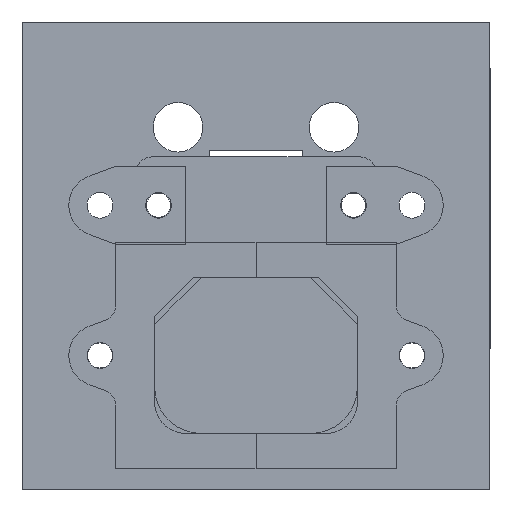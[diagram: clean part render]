
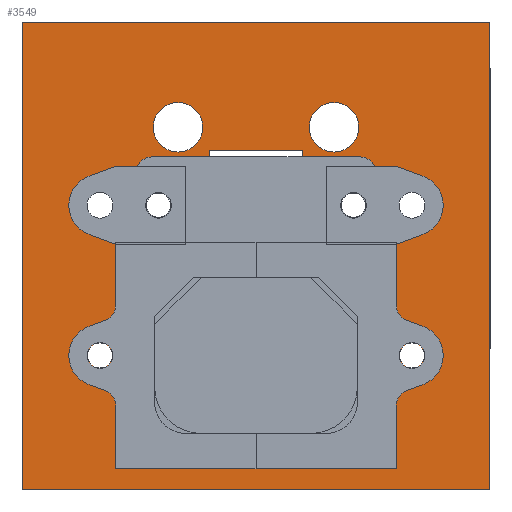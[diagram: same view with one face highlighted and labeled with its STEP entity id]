
A CAD part, front view. The second image highlights one B-rep face of the part: STEP entity #3549.
In plain terms, the highlighted planar face has unit normal (0, -1, 0).
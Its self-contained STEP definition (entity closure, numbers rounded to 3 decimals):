
#74=FACE_BOUND('',#509,.T.);
#75=FACE_BOUND('',#510,.T.);
#76=FACE_BOUND('',#511,.T.);
#77=FACE_BOUND('',#512,.T.);
#78=FACE_BOUND('',#513,.T.);
#79=FACE_BOUND('',#514,.T.);
#80=FACE_BOUND('',#515,.T.);
#81=FACE_BOUND('',#516,.T.);
#82=FACE_BOUND('',#517,.T.);
#83=FACE_BOUND('',#518,.T.);
#144=PLANE('',#3912);
#303=FACE_OUTER_BOUND('',#508,.T.);
#508=EDGE_LOOP('',(#2639,#2640,#2641,#2642));
#509=EDGE_LOOP('',(#2643));
#510=EDGE_LOOP('',(#2644));
#511=EDGE_LOOP('',(#2645));
#512=EDGE_LOOP('',(#2646));
#513=EDGE_LOOP('',(#2647));
#514=EDGE_LOOP('',(#2648));
#515=EDGE_LOOP('',(#2649));
#516=EDGE_LOOP('',(#2650));
#517=EDGE_LOOP('',(#2651,#2652,#2653,#2654,#2655,#2656,#2657,#2658,#2659,
#2660,#2661,#2662));
#518=EDGE_LOOP('',(#2663,#2664,#2665,#2666));
#705=LINE('',#5211,#1113);
#709=LINE('',#5219,#1117);
#712=LINE('',#5225,#1120);
#715=LINE('',#5231,#1123);
#718=LINE('',#5237,#1126);
#721=LINE('',#5243,#1129);
#724=LINE('',#5249,#1132);
#727=LINE('',#5255,#1135);
#730=LINE('',#5261,#1138);
#733=LINE('',#5267,#1141);
#736=LINE('',#5273,#1144);
#739=LINE('',#5278,#1147);
#746=LINE('',#5336,#1154);
#749=LINE('',#5341,#1157);
#752=LINE('',#5354,#1160);
#756=LINE('',#5362,#1164);
#759=LINE('',#5368,#1167);
#762=LINE('',#5373,#1170);
#773=LINE('',#5395,#1181);
#774=LINE('',#5397,#1182);
#1113=VECTOR('',#4212,10.);
#1117=VECTOR('',#4218,10.);
#1120=VECTOR('',#4223,10.);
#1123=VECTOR('',#4228,10.);
#1126=VECTOR('',#4233,10.);
#1129=VECTOR('',#4238,10.);
#1132=VECTOR('',#4243,10.);
#1135=VECTOR('',#4248,10.);
#1138=VECTOR('',#4253,10.);
#1141=VECTOR('',#4258,10.);
#1144=VECTOR('',#4263,10.);
#1147=VECTOR('',#4268,10.);
#1154=VECTOR('',#4293,10.);
#1157=VECTOR('',#4298,10.);
#1160=VECTOR('',#4309,10.);
#1164=VECTOR('',#4315,10.);
#1167=VECTOR('',#4320,10.);
#1170=VECTOR('',#4325,10.);
#1181=VECTOR('',#4348,10.);
#1182=VECTOR('',#4351,10.);
#1514=CIRCLE('',#3854,1.65);
#1516=CIRCLE('',#3857,1.65);
#1518=CIRCLE('',#3860,1.6);
#1520=CIRCLE('',#3863,1.6);
#1522=CIRCLE('',#3866,3.175);
#1524=CIRCLE('',#3869,3.175);
#1526=CIRCLE('',#3872,1.6);
#1528=CIRCLE('',#3875,1.6);
#1606=VERTEX_POINT('',#5163);
#1608=VERTEX_POINT('',#5169);
#1610=VERTEX_POINT('',#5175);
#1612=VERTEX_POINT('',#5181);
#1614=VERTEX_POINT('',#5187);
#1616=VERTEX_POINT('',#5193);
#1618=VERTEX_POINT('',#5199);
#1620=VERTEX_POINT('',#5205);
#1621=VERTEX_POINT('',#5209);
#1622=VERTEX_POINT('',#5210);
#1625=VERTEX_POINT('',#5218);
#1627=VERTEX_POINT('',#5224);
#1629=VERTEX_POINT('',#5230);
#1631=VERTEX_POINT('',#5236);
#1633=VERTEX_POINT('',#5242);
#1635=VERTEX_POINT('',#5248);
#1637=VERTEX_POINT('',#5254);
#1639=VERTEX_POINT('',#5260);
#1641=VERTEX_POINT('',#5266);
#1643=VERTEX_POINT('',#5272);
#1657=VERTEX_POINT('',#5333);
#1658=VERTEX_POINT('',#5335);
#1659=VERTEX_POINT('',#5339);
#1664=VERTEX_POINT('',#5352);
#1665=VERTEX_POINT('',#5353);
#1668=VERTEX_POINT('',#5361);
#1670=VERTEX_POINT('',#5367);
#1676=VERTEX_POINT('',#5393);
#1945=EDGE_CURVE('',#1606,#1606,#1514,.T.);
#1948=EDGE_CURVE('',#1608,#1608,#1516,.T.);
#1951=EDGE_CURVE('',#1610,#1610,#1518,.T.);
#1954=EDGE_CURVE('',#1612,#1612,#1520,.T.);
#1957=EDGE_CURVE('',#1614,#1614,#1522,.T.);
#1960=EDGE_CURVE('',#1616,#1616,#1524,.T.);
#1963=EDGE_CURVE('',#1618,#1618,#1526,.T.);
#1966=EDGE_CURVE('',#1620,#1620,#1528,.T.);
#1967=EDGE_CURVE('',#1621,#1622,#705,.T.);
#1971=EDGE_CURVE('',#1622,#1625,#709,.T.);
#1974=EDGE_CURVE('',#1625,#1627,#712,.T.);
#1977=EDGE_CURVE('',#1627,#1629,#715,.T.);
#1980=EDGE_CURVE('',#1629,#1631,#718,.T.);
#1983=EDGE_CURVE('',#1631,#1633,#721,.T.);
#1986=EDGE_CURVE('',#1633,#1635,#724,.T.);
#1989=EDGE_CURVE('',#1635,#1637,#727,.T.);
#1992=EDGE_CURVE('',#1637,#1639,#730,.T.);
#1995=EDGE_CURVE('',#1639,#1641,#733,.T.);
#1998=EDGE_CURVE('',#1641,#1643,#736,.T.);
#2001=EDGE_CURVE('',#1643,#1621,#739,.T.);
#2020=EDGE_CURVE('',#1657,#1658,#746,.T.);
#2023=EDGE_CURVE('',#1659,#1657,#749,.T.);
#2028=EDGE_CURVE('',#1664,#1665,#752,.T.);
#2032=EDGE_CURVE('',#1665,#1668,#756,.T.);
#2035=EDGE_CURVE('',#1668,#1670,#759,.T.);
#2038=EDGE_CURVE('',#1670,#1664,#762,.T.);
#2049=EDGE_CURVE('',#1676,#1659,#773,.T.);
#2050=EDGE_CURVE('',#1658,#1676,#774,.T.);
#2639=ORIENTED_EDGE('',*,*,#2020,.F.);
#2640=ORIENTED_EDGE('',*,*,#2023,.F.);
#2641=ORIENTED_EDGE('',*,*,#2049,.F.);
#2642=ORIENTED_EDGE('',*,*,#2050,.F.);
#2643=ORIENTED_EDGE('',*,*,#1945,.T.);
#2644=ORIENTED_EDGE('',*,*,#1948,.T.);
#2645=ORIENTED_EDGE('',*,*,#1951,.T.);
#2646=ORIENTED_EDGE('',*,*,#1954,.T.);
#2647=ORIENTED_EDGE('',*,*,#1957,.T.);
#2648=ORIENTED_EDGE('',*,*,#1960,.T.);
#2649=ORIENTED_EDGE('',*,*,#1963,.T.);
#2650=ORIENTED_EDGE('',*,*,#1966,.T.);
#2651=ORIENTED_EDGE('',*,*,#1986,.T.);
#2652=ORIENTED_EDGE('',*,*,#1989,.T.);
#2653=ORIENTED_EDGE('',*,*,#1992,.T.);
#2654=ORIENTED_EDGE('',*,*,#1995,.T.);
#2655=ORIENTED_EDGE('',*,*,#1998,.T.);
#2656=ORIENTED_EDGE('',*,*,#2001,.T.);
#2657=ORIENTED_EDGE('',*,*,#1967,.T.);
#2658=ORIENTED_EDGE('',*,*,#1971,.T.);
#2659=ORIENTED_EDGE('',*,*,#1974,.T.);
#2660=ORIENTED_EDGE('',*,*,#1977,.T.);
#2661=ORIENTED_EDGE('',*,*,#1980,.T.);
#2662=ORIENTED_EDGE('',*,*,#1983,.T.);
#2663=ORIENTED_EDGE('',*,*,#2035,.T.);
#2664=ORIENTED_EDGE('',*,*,#2038,.T.);
#2665=ORIENTED_EDGE('',*,*,#2028,.T.);
#2666=ORIENTED_EDGE('',*,*,#2032,.T.);
#3549=ADVANCED_FACE('',(#303,#74,#75,#76,#77,#78,#79,#80,#81,#82,#83),#144,
 .F.);
#3854=AXIS2_PLACEMENT_3D('',#5165,#4159,#4160);
#3857=AXIS2_PLACEMENT_3D('',#5171,#4166,#4167);
#3860=AXIS2_PLACEMENT_3D('',#5177,#4173,#4174);
#3863=AXIS2_PLACEMENT_3D('',#5183,#4180,#4181);
#3866=AXIS2_PLACEMENT_3D('',#5189,#4187,#4188);
#3869=AXIS2_PLACEMENT_3D('',#5195,#4194,#4195);
#3872=AXIS2_PLACEMENT_3D('',#5201,#4201,#4202);
#3875=AXIS2_PLACEMENT_3D('',#5207,#4208,#4209);
#3912=AXIS2_PLACEMENT_3D('',#5398,#4352,#4353);
#4159=DIRECTION('center_axis',(0.,1.,0.));
#4160=DIRECTION('ref_axis',(1.,0.,0.));
#4166=DIRECTION('center_axis',(0.,1.,0.));
#4167=DIRECTION('ref_axis',(1.,0.,0.));
#4173=DIRECTION('center_axis',(0.,1.,0.));
#4174=DIRECTION('ref_axis',(1.,0.,0.));
#4180=DIRECTION('center_axis',(0.,1.,0.));
#4181=DIRECTION('ref_axis',(1.,0.,0.));
#4187=DIRECTION('center_axis',(0.,1.,0.));
#4188=DIRECTION('ref_axis',(1.,0.,0.));
#4194=DIRECTION('center_axis',(0.,1.,0.));
#4195=DIRECTION('ref_axis',(1.,0.,0.));
#4201=DIRECTION('center_axis',(0.,1.,0.));
#4202=DIRECTION('ref_axis',(1.,0.,0.));
#4208=DIRECTION('center_axis',(0.,1.,0.));
#4209=DIRECTION('ref_axis',(1.,0.,0.));
#4212=DIRECTION('',(0.,0.,-1.));
#4218=DIRECTION('',(-1.,0.,0.));
#4223=DIRECTION('',(0.,0.,1.));
#4228=DIRECTION('',(-1.,0.,0.));
#4233=DIRECTION('',(0.,0.,1.));
#4238=DIRECTION('',(1.,0.,0.));
#4243=DIRECTION('',(0.,0.,1.));
#4248=DIRECTION('',(1.,0.,0.));
#4253=DIRECTION('',(0.,0.,-1.));
#4258=DIRECTION('',(1.,0.,0.));
#4263=DIRECTION('',(0.,0.,-1.));
#4268=DIRECTION('',(-1.,0.,0.));
#4293=DIRECTION('',(0.,0.,-1.));
#4298=DIRECTION('',(1.,0.,0.));
#4309=DIRECTION('',(0.,0.,1.));
#4315=DIRECTION('',(1.,0.,0.));
#4320=DIRECTION('',(0.,0.,-1.));
#4325=DIRECTION('',(-1.,0.,0.));
#4348=DIRECTION('',(0.,0.,1.));
#4351=DIRECTION('',(-1.,0.,0.));
#4352=DIRECTION('center_axis',(0.,1.,0.));
#4353=DIRECTION('ref_axis',(0.,0.,1.));
#5163=CARTESIAN_POINT('',(-21.65,0.,6.5));
#5165=CARTESIAN_POINT('Origin',(-20.,0.,6.5));
#5169=CARTESIAN_POINT('',(18.35,0.,6.5));
#5171=CARTESIAN_POINT('Origin',(20.,0.,6.5));
#5175=CARTESIAN_POINT('',(18.4,0.,-12.75));
#5177=CARTESIAN_POINT('Origin',(20.,0.,-12.75));
#5181=CARTESIAN_POINT('',(-21.6,0.,-12.75));
#5183=CARTESIAN_POINT('Origin',(-20.,0.,-12.75));
#5187=CARTESIAN_POINT('',(-13.175,0.,16.5));
#5189=CARTESIAN_POINT('Origin',(-10.,0.,16.5));
#5193=CARTESIAN_POINT('',(6.825,0.,16.5));
#5195=CARTESIAN_POINT('Origin',(10.,0.,16.5));
#5199=CARTESIAN_POINT('',(10.9,0.,6.5));
#5201=CARTESIAN_POINT('Origin',(12.5,0.,6.5));
#5205=CARTESIAN_POINT('',(-14.1,0.,6.5));
#5207=CARTESIAN_POINT('Origin',(-12.5,0.,6.5));
#5209=CARTESIAN_POINT('',(6.,0.,1.5));
#5210=CARTESIAN_POINT('',(6.,0.,-0.5));
#5211=CARTESIAN_POINT('',(6.,0.,-0.25));
#5218=CARTESIAN_POINT('',(-6.,0.,-0.5));
#5219=CARTESIAN_POINT('',(-3.,0.,-0.5));
#5224=CARTESIAN_POINT('',(-6.,0.,1.5));
#5225=CARTESIAN_POINT('',(-6.,0.,0.75));
#5230=CARTESIAN_POINT('',(-10.,0.,1.5));
#5231=CARTESIAN_POINT('',(-5.,0.,1.5));
#5236=CARTESIAN_POINT('',(-10.,0.,11.5));
#5237=CARTESIAN_POINT('',(-10.,0.,5.75));
#5242=CARTESIAN_POINT('',(-6.,0.,11.5));
#5243=CARTESIAN_POINT('',(-3.,0.,11.5));
#5248=CARTESIAN_POINT('',(-6.,0.,13.5));
#5249=CARTESIAN_POINT('',(-6.,0.,6.75));
#5254=CARTESIAN_POINT('',(6.,0.,13.5));
#5255=CARTESIAN_POINT('',(3.,0.,13.5));
#5260=CARTESIAN_POINT('',(6.,0.,11.5));
#5261=CARTESIAN_POINT('',(6.,0.,5.75));
#5266=CARTESIAN_POINT('',(10.,0.,11.5));
#5267=CARTESIAN_POINT('',(5.,0.,11.5));
#5272=CARTESIAN_POINT('',(10.,0.,1.5));
#5273=CARTESIAN_POINT('',(10.,0.,0.75));
#5278=CARTESIAN_POINT('',(3.,0.,1.5));
#5333=CARTESIAN_POINT('',(30.,0.,30.));
#5335=CARTESIAN_POINT('',(30.,0.,-30.));
#5336=CARTESIAN_POINT('',(30.,0.,30.));
#5339=CARTESIAN_POINT('',(-30.,0.,30.));
#5341=CARTESIAN_POINT('',(-30.,0.,30.));
#5352=CARTESIAN_POINT('',(-13.25,0.,-23.));
#5353=CARTESIAN_POINT('',(-13.25,0.,-2.5));
#5354=CARTESIAN_POINT('',(-13.25,0.,-1.25));
#5361=CARTESIAN_POINT('',(13.25,0.,-2.5));
#5362=CARTESIAN_POINT('',(6.625,0.,-2.5));
#5367=CARTESIAN_POINT('',(13.25,0.,-23.));
#5368=CARTESIAN_POINT('',(13.25,0.,-11.5));
#5373=CARTESIAN_POINT('',(-6.625,0.,-23.));
#5393=CARTESIAN_POINT('',(-30.,0.,-30.));
#5395=CARTESIAN_POINT('',(-30.,0.,-30.));
#5397=CARTESIAN_POINT('',(30.,0.,-30.));
#5398=CARTESIAN_POINT('Origin',(0.,0.,0.));
